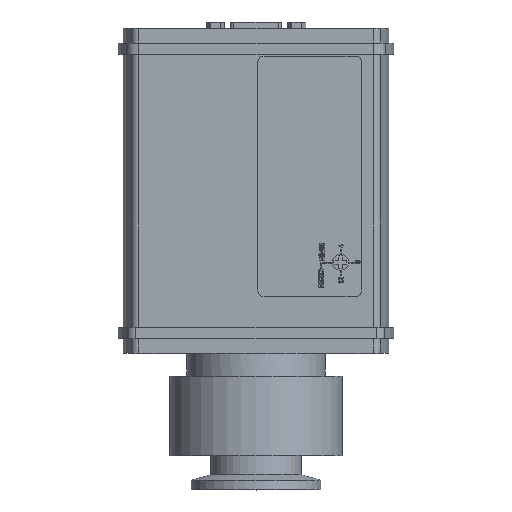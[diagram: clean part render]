
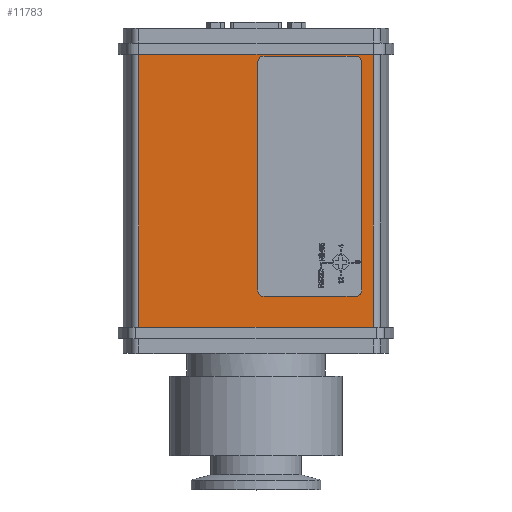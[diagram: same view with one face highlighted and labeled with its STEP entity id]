
A CAD part, top view. The second image highlights one B-rep face of the part: STEP entity #11783.
In plain terms, the highlighted planar face has unit normal (0, 0, 1).
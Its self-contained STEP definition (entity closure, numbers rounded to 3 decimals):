
#11213=CARTESIAN_POINT('',(-36.056,92.0,16.0));
#11214=VERTEX_POINT('',#11213);
#11222=CARTESIAN_POINT('',(36.056,92.0,16.0));
#11223=VERTEX_POINT('',#11222);
#11224=CARTESIAN_POINT('',(36.056,92.0,16.0));
#11225=DIRECTION('',(-1.0,0.0,0.0));
#11226=VECTOR('',#11225,72.111);
#11227=LINE('',#11224,#11226);
#11228=EDGE_CURVE('',#11223,#11214,#11227,.T.);
#11577=CARTESIAN_POINT('',(-36.056,8.,16.0));
#11578=VERTEX_POINT('',#11577);
#11585=CARTESIAN_POINT('',(-36.056,8.,16.0));
#11586=DIRECTION('',(0.0,1.0,0.0));
#11587=VECTOR('',#11586,84.0);
#11588=LINE('',#11585,#11587);
#11589=EDGE_CURVE('',#11578,#11214,#11588,.T.);
#11650=CARTESIAN_POINT('',(36.056,8.,16.0));
#11651=VERTEX_POINT('',#11650);
#11652=CARTESIAN_POINT('',(36.056,92.0,16.0));
#11653=DIRECTION('',(0.0,-1.0,0.0));
#11654=VECTOR('',#11653,84.0);
#11655=LINE('',#11652,#11654);
#11656=EDGE_CURVE('',#11223,#11651,#11655,.T.);
#11697=CARTESIAN_POINT('',(37.749,0.0,16.0));
#11698=DIRECTION('',(0.0,0.0,1.0));
#11699=DIRECTION('',(1.0,0.0,0.0));
#11700=AXIS2_PLACEMENT_3D('',#11697,#11698,#11699);
#11701=PLANE('',#11700);
#11702=ORIENTED_EDGE('',*,*,#11228,.T.);
#11703=ORIENTED_EDGE('',*,*,#11589,.F.);
#11704=CARTESIAN_POINT('',(-36.056,8.,16.0));
#11705=DIRECTION('',(1.0,0.0,0.0));
#11706=VECTOR('',#11705,72.111);
#11707=LINE('',#11704,#11706);
#11708=EDGE_CURVE('',#11578,#11651,#11707,.T.);
#11709=ORIENTED_EDGE('',*,*,#11708,.T.);
#11710=ORIENTED_EDGE('',*,*,#11656,.F.);
#11711=EDGE_LOOP('',(#11702,#11703,#11709,#11710));
#11712=FACE_OUTER_BOUND('',#11711,.T.);
#11713=CARTESIAN_POINT('',(2.5,91.5,16.0));
#11714=VERTEX_POINT('',#11713);
#11715=CARTESIAN_POINT('',(30.5,91.5,16.0));
#11716=VERTEX_POINT('',#11715);
#11717=CARTESIAN_POINT('',(2.5,91.5,16.0));
#11718=DIRECTION('',(1.0,0.0,0.0));
#11719=VECTOR('',#11718,28.);
#11720=LINE('',#11717,#11719);
#11721=EDGE_CURVE('',#11714,#11716,#11720,.T.);
#11722=ORIENTED_EDGE('',*,*,#11721,.T.);
#11723=CARTESIAN_POINT('',(32.5,89.5,16.0));
#11724=VERTEX_POINT('',#11723);
#11725=CARTESIAN_POINT('',(30.5,89.5,16.0));
#11726=DIRECTION('',(0.0,0.0,-1.0));
#11727=DIRECTION('',(-1.0,0.0,0.0));
#11728=AXIS2_PLACEMENT_3D('',#11725,#11726,#11727);
#11729=CIRCLE('',#11728,2.);
#11730=EDGE_CURVE('',#11716,#11724,#11729,.T.);
#11731=ORIENTED_EDGE('',*,*,#11730,.T.);
#11732=CARTESIAN_POINT('',(32.5,19.5,16.0));
#11733=VERTEX_POINT('',#11732);
#11734=CARTESIAN_POINT('',(32.5,89.5,16.0));
#11735=DIRECTION('',(0.0,-1.0,0.0));
#11736=VECTOR('',#11735,70.);
#11737=LINE('',#11734,#11736);
#11738=EDGE_CURVE('',#11724,#11733,#11737,.T.);
#11739=ORIENTED_EDGE('',*,*,#11738,.T.);
#11740=CARTESIAN_POINT('',(30.5,17.5,16.0));
#11741=VERTEX_POINT('',#11740);
#11742=CARTESIAN_POINT('',(30.5,19.5,16.0));
#11743=DIRECTION('',(0.0,0.0,-1.0));
#11744=DIRECTION('',(0.0,1.0,0.0));
#11745=AXIS2_PLACEMENT_3D('',#11742,#11743,#11744);
#11746=CIRCLE('',#11745,2.);
#11747=EDGE_CURVE('',#11733,#11741,#11746,.T.);
#11748=ORIENTED_EDGE('',*,*,#11747,.T.);
#11749=CARTESIAN_POINT('',(2.5,17.5,16.0));
#11750=VERTEX_POINT('',#11749);
#11751=CARTESIAN_POINT('',(30.5,17.5,16.0));
#11752=DIRECTION('',(-1.0,0.0,0.0));
#11753=VECTOR('',#11752,28.);
#11754=LINE('',#11751,#11753);
#11755=EDGE_CURVE('',#11741,#11750,#11754,.T.);
#11756=ORIENTED_EDGE('',*,*,#11755,.T.);
#11757=CARTESIAN_POINT('',(0.5,19.5,16.0));
#11758=VERTEX_POINT('',#11757);
#11759=CARTESIAN_POINT('',(2.5,19.5,16.0));
#11760=DIRECTION('',(0.0,0.0,-1.0));
#11761=DIRECTION('',(1.0,0.0,0.0));
#11762=AXIS2_PLACEMENT_3D('',#11759,#11760,#11761);
#11763=CIRCLE('',#11762,2.);
#11764=EDGE_CURVE('',#11750,#11758,#11763,.T.);
#11765=ORIENTED_EDGE('',*,*,#11764,.T.);
#11766=CARTESIAN_POINT('',(0.5,89.5,16.0));
#11767=VERTEX_POINT('',#11766);
#11768=CARTESIAN_POINT('',(0.5,19.5,16.0));
#11769=DIRECTION('',(0.0,1.0,0.0));
#11770=VECTOR('',#11769,70.);
#11771=LINE('',#11768,#11770);
#11772=EDGE_CURVE('',#11758,#11767,#11771,.T.);
#11773=ORIENTED_EDGE('',*,*,#11772,.T.);
#11774=CARTESIAN_POINT('',(2.5,89.5,16.0));
#11775=DIRECTION('',(0.0,0.0,-1.0));
#11776=DIRECTION('',(0.0,-1.0,0.0));
#11777=AXIS2_PLACEMENT_3D('',#11774,#11775,#11776);
#11778=CIRCLE('',#11777,2.);
#11779=EDGE_CURVE('',#11767,#11714,#11778,.T.);
#11780=ORIENTED_EDGE('',*,*,#11779,.T.);
#11781=EDGE_LOOP('',(#11722,#11731,#11739,#11748,#11756,#11765,#11773,#11780));
#11782=FACE_BOUND('',#11781,.T.);
#11783=ADVANCED_FACE('',(#11712,#11782),#11701,.T.);
